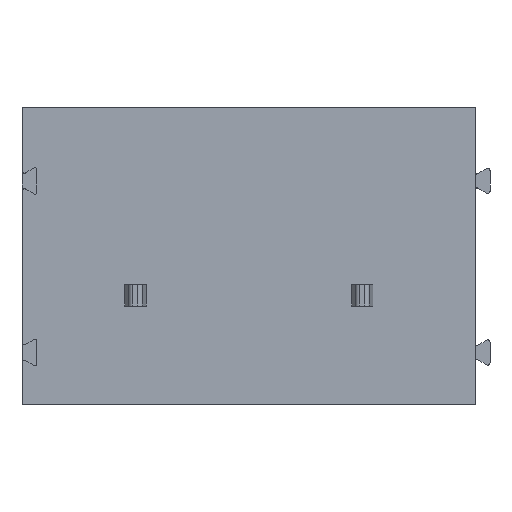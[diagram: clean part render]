
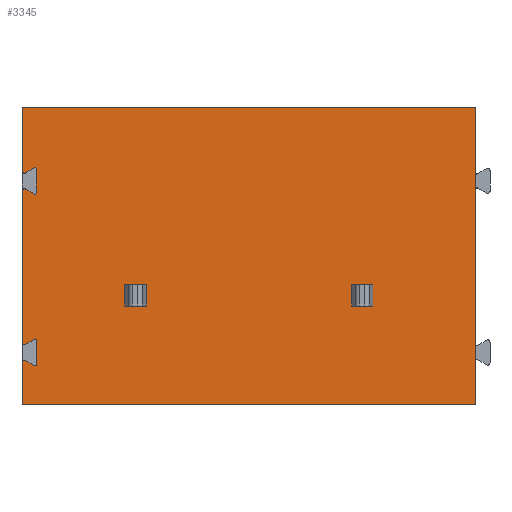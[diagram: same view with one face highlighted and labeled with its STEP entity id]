
A CAD part, front view. The second image highlights one B-rep face of the part: STEP entity #3345.
In plain terms, the highlighted planar face has unit normal (0, -1, 0).
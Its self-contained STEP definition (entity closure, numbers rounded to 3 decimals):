
#88=DIRECTION('',(0.,0.,-1.));
#89=VECTOR('',#88,1.773);
#90=CARTESIAN_POINT('',(-9.52,-6.85,-10.727));
#91=LINE('',#90,#89);
#151=DIRECTION('',(0.,0.,-1.));
#152=VECTOR('',#151,2.673);
#153=CARTESIAN_POINT('',(-9.52,-6.85,0.));
#154=LINE('',#153,#152);
#179=DIRECTION('',(0.,0.,-1.));
#180=VECTOR('',#179,6.346);
#181=CARTESIAN_POINT('',(-9.52,-6.85,-3.527));
#182=LINE('',#181,#180);
#306=CARTESIAN_POINT('',(-9.42,-6.85,-3.527));
#307=DIRECTION('',(0.,-1.,0.));
#308=DIRECTION('',(0.5,0.,0.866));
#309=AXIS2_PLACEMENT_3D('',#306,#307,#308);
#314=DIRECTION('',(0.866,0.,-0.5));
#315=VECTOR('',#314,0.433);
#316=CARTESIAN_POINT('',(-9.37,-6.85,-3.44));
#317=LINE('',#316,#315);
#321=CARTESIAN_POINT('',(-8.97,-6.85,-3.614));
#322=DIRECTION('',(0.,-1.,0.));
#323=DIRECTION('',(-0.5,0.,-0.866));
#324=AXIS2_PLACEMENT_3D('',#321,#322,#323);
#329=DIRECTION('',(0.,0.,1.));
#330=VECTOR('',#329,1.027);
#331=CARTESIAN_POINT('',(-8.92,-6.85,-3.614));
#332=LINE('',#331,#330);
#336=CARTESIAN_POINT('',(-8.97,-6.85,-2.586));
#337=DIRECTION('',(0.,-1.,0.));
#338=DIRECTION('',(1.,0.,0.));
#339=AXIS2_PLACEMENT_3D('',#336,#337,#338);
#344=DIRECTION('',(-0.866,0.,-0.5));
#345=VECTOR('',#344,0.433);
#346=CARTESIAN_POINT('',(-8.995,-6.85,-2.543));
#347=LINE('',#346,#345);
#351=CARTESIAN_POINT('',(-9.42,-6.85,-2.673));
#352=DIRECTION('',(0.,-1.,0.));
#353=DIRECTION('',(-1.,0.,0.));
#354=AXIS2_PLACEMENT_3D('',#351,#352,#353);
#359=DIRECTION('',(1.,0.,0.));
#360=VECTOR('',#359,19.04);
#361=CARTESIAN_POINT('',(-9.52,-6.85,0.));
#362=LINE('',#361,#360);
#366=CARTESIAN_POINT('',(-9.42,-6.85,-10.727));
#367=DIRECTION('',(0.,-1.,0.));
#368=DIRECTION('',(0.5,0.,0.866));
#369=AXIS2_PLACEMENT_3D('',#366,#367,#368);
#374=DIRECTION('',(0.866,0.,-0.5));
#375=VECTOR('',#374,0.433);
#376=CARTESIAN_POINT('',(-9.37,-6.85,-10.64));
#377=LINE('',#376,#375);
#381=CARTESIAN_POINT('',(-8.97,-6.85,-10.814));
#382=DIRECTION('',(0.,-1.,0.));
#383=DIRECTION('',(-0.5,0.,-0.866));
#384=AXIS2_PLACEMENT_3D('',#381,#382,#383);
#389=DIRECTION('',(0.,0.,1.));
#390=VECTOR('',#389,1.027);
#391=CARTESIAN_POINT('',(-8.92,-6.85,-10.814));
#392=LINE('',#391,#390);
#396=CARTESIAN_POINT('',(-8.97,-6.85,-9.786));
#397=DIRECTION('',(0.,-1.,0.));
#398=DIRECTION('',(1.,0.,0.));
#399=AXIS2_PLACEMENT_3D('',#396,#397,#398);
#404=DIRECTION('',(-0.866,0.,-0.5));
#405=VECTOR('',#404,0.433);
#406=CARTESIAN_POINT('',(-8.995,-6.85,-9.743));
#407=LINE('',#406,#405);
#411=CARTESIAN_POINT('',(-9.42,-6.85,-9.873));
#412=DIRECTION('',(0.,-1.,0.));
#413=DIRECTION('',(-1.,0.,0.));
#414=AXIS2_PLACEMENT_3D('',#411,#412,#413);
#419=DIRECTION('',(0.,0.,-1.));
#420=VECTOR('',#419,0.9);
#421=CARTESIAN_POINT('',(-5.21,-6.85,-7.45));
#422=LINE('',#421,#420);
#426=DIRECTION('',(1.,0.,0.));
#427=VECTOR('',#426,0.9);
#428=CARTESIAN_POINT('',(-5.21,-6.85,-8.35));
#429=LINE('',#428,#427);
#433=DIRECTION('',(0.,0.,-1.));
#434=VECTOR('',#433,0.9);
#435=CARTESIAN_POINT('',(-4.31,-6.85,-7.45));
#436=LINE('',#435,#434);
#440=DIRECTION('',(1.,0.,0.));
#441=VECTOR('',#440,0.9);
#442=CARTESIAN_POINT('',(-5.21,-6.85,-7.45));
#443=LINE('',#442,#441);
#447=DIRECTION('',(0.,0.,-1.));
#448=VECTOR('',#447,0.9);
#449=CARTESIAN_POINT('',(4.31,-6.85,-7.45));
#450=LINE('',#449,#448);
#454=DIRECTION('',(1.,0.,0.));
#455=VECTOR('',#454,0.9);
#456=CARTESIAN_POINT('',(4.31,-6.85,-8.35));
#457=LINE('',#456,#455);
#461=DIRECTION('',(0.,0.,-1.));
#462=VECTOR('',#461,0.9);
#463=CARTESIAN_POINT('',(5.21,-6.85,-7.45));
#464=LINE('',#463,#462);
#468=DIRECTION('',(1.,0.,0.));
#469=VECTOR('',#468,0.9);
#470=CARTESIAN_POINT('',(4.31,-6.85,-7.45));
#471=LINE('',#470,#469);
#923=DIRECTION('',(1.,0.,0.));
#924=VECTOR('',#923,19.04);
#925=CARTESIAN_POINT('',(-9.52,-6.85,-12.5));
#926=LINE('',#925,#924);
#1213=DIRECTION('',(0.,0.,-1.));
#1214=VECTOR('',#1213,12.5);
#1215=CARTESIAN_POINT('',(9.52,-6.85,0.));
#1216=LINE('',#1215,#1214);
#2729=CARTESIAN_POINT('',(-9.52,-6.85,0.));
#2730=VERTEX_POINT('',#2729);
#2731=CARTESIAN_POINT('',(-9.52,-6.85,-12.5));
#2733=VERTEX_POINT('',#2731);
#2747=CARTESIAN_POINT('',(9.52,-6.85,0.));
#2748=VERTEX_POINT('',#2747);
#2749=CARTESIAN_POINT('',(9.52,-6.85,-12.5));
#2750=VERTEX_POINT('',#2749);
#2789=CARTESIAN_POINT('',(-9.52,-6.85,-3.527));
#2790=VERTEX_POINT('',#2789);
#2791=CARTESIAN_POINT('',(-9.52,-6.85,-2.673));
#2792=VERTEX_POINT('',#2791);
#2793=CARTESIAN_POINT('',(-9.52,-6.85,-9.873));
#2794=VERTEX_POINT('',#2793);
#2795=CARTESIAN_POINT('',(-9.52,-6.85,-10.727));
#2796=VERTEX_POINT('',#2795);
#2797=CARTESIAN_POINT('',(-9.37,-6.85,-3.44));
#2798=VERTEX_POINT('',#2797);
#2799=CARTESIAN_POINT('',(-8.995,-6.85,-3.657));
#2800=VERTEX_POINT('',#2799);
#2801=CARTESIAN_POINT('',(-8.92,-6.85,-3.614));
#2802=VERTEX_POINT('',#2801);
#2803=CARTESIAN_POINT('',(-8.92,-6.85,-2.586));
#2804=VERTEX_POINT('',#2803);
#2805=CARTESIAN_POINT('',(-8.995,-6.85,-2.543));
#2806=VERTEX_POINT('',#2805);
#2807=CARTESIAN_POINT('',(-9.37,-6.85,-2.76));
#2808=VERTEX_POINT('',#2807);
#2809=CARTESIAN_POINT('',(-9.37,-6.85,-10.64));
#2810=CARTESIAN_POINT('',(-8.995,-6.85,-10.857));
#2811=VERTEX_POINT('',#2809);
#2812=VERTEX_POINT('',#2810);
#2813=CARTESIAN_POINT('',(-8.92,-6.85,-10.814));
#2814=VERTEX_POINT('',#2813);
#2815=CARTESIAN_POINT('',(-8.92,-6.85,-9.786));
#2816=VERTEX_POINT('',#2815);
#2817=CARTESIAN_POINT('',(-8.995,-6.85,-9.743));
#2818=VERTEX_POINT('',#2817);
#2819=CARTESIAN_POINT('',(-9.37,-6.85,-9.96));
#2820=VERTEX_POINT('',#2819);
#2965=CARTESIAN_POINT('',(-5.21,-6.85,-7.45));
#2966=CARTESIAN_POINT('',(-5.21,-6.85,-8.35));
#2967=VERTEX_POINT('',#2965);
#2968=VERTEX_POINT('',#2966);
#2969=CARTESIAN_POINT('',(-4.31,-6.85,-7.45));
#2970=CARTESIAN_POINT('',(-4.31,-6.85,-8.35));
#2971=VERTEX_POINT('',#2969);
#2972=VERTEX_POINT('',#2970);
#3140=CARTESIAN_POINT('',(4.31,-6.85,-7.45));
#3141=CARTESIAN_POINT('',(4.31,-6.85,-8.35));
#3142=VERTEX_POINT('',#3140);
#3143=VERTEX_POINT('',#3141);
#3144=CARTESIAN_POINT('',(5.21,-6.85,-7.45));
#3145=CARTESIAN_POINT('',(5.21,-6.85,-8.35));
#3146=VERTEX_POINT('',#3144);
#3147=VERTEX_POINT('',#3145);
#3282=CARTESIAN_POINT('',(-9.52,-6.85,0.));
#3283=DIRECTION('',(0.,-1.,0.));
#3284=DIRECTION('',(0.,0.,-1.));
#3285=AXIS2_PLACEMENT_3D('',#3282,#3283,#3284);
#3286=PLANE('',#3285);
#3288=ORIENTED_EDGE('',*,*,#3287,.F.);
#3290=ORIENTED_EDGE('',*,*,#3289,.T.);
#3292=ORIENTED_EDGE('',*,*,#3291,.T.);
#3294=ORIENTED_EDGE('',*,*,#3293,.T.);
#3296=ORIENTED_EDGE('',*,*,#3295,.T.);
#3298=ORIENTED_EDGE('',*,*,#3297,.T.);
#3300=ORIENTED_EDGE('',*,*,#3299,.F.);
#3301=ORIENTED_EDGE('',*,*,#3207,.F.);
#3303=ORIENTED_EDGE('',*,*,#3302,.T.);
#3305=ORIENTED_EDGE('',*,*,#3304,.T.);
#3307=ORIENTED_EDGE('',*,*,#3306,.F.);
#3308=ORIENTED_EDGE('',*,*,#3189,.F.);
#3310=ORIENTED_EDGE('',*,*,#3309,.F.);
#3312=ORIENTED_EDGE('',*,*,#3311,.T.);
#3314=ORIENTED_EDGE('',*,*,#3313,.T.);
#3316=ORIENTED_EDGE('',*,*,#3315,.T.);
#3318=ORIENTED_EDGE('',*,*,#3317,.T.);
#3320=ORIENTED_EDGE('',*,*,#3319,.T.);
#3321=ORIENTED_EDGE('',*,*,#3274,.F.);
#3322=ORIENTED_EDGE('',*,*,#3215,.F.);
#3323=EDGE_LOOP('',(#3288,#3290,#3292,#3294,#3296,#3298,#3300,#3301,#3303,#3305,
#3307,#3308,#3310,#3312,#3314,#3316,#3318,#3320,#3321,#3322));
#3324=FACE_OUTER_BOUND('',#3323,.F.);
#3326=ORIENTED_EDGE('',*,*,#3325,.T.);
#3328=ORIENTED_EDGE('',*,*,#3327,.T.);
#3330=ORIENTED_EDGE('',*,*,#3329,.F.);
#3332=ORIENTED_EDGE('',*,*,#3331,.F.);
#3333=EDGE_LOOP('',(#3326,#3328,#3330,#3332));
#3334=FACE_BOUND('',#3333,.F.);
#3336=ORIENTED_EDGE('',*,*,#3335,.T.);
#3338=ORIENTED_EDGE('',*,*,#3337,.T.);
#3340=ORIENTED_EDGE('',*,*,#3339,.F.);
#3342=ORIENTED_EDGE('',*,*,#3341,.F.);
#3343=EDGE_LOOP('',(#3336,#3338,#3340,#3342));
#3344=FACE_BOUND('',#3343,.F.);
#3345=ADVANCED_FACE('',(#3324,#3334,#3344),#3286,.T.);
#310=CIRCLE('',#309,0.1);
#325=CIRCLE('',#324,0.05);
#340=CIRCLE('',#339,0.05);
#355=CIRCLE('',#354,0.1);
#370=CIRCLE('',#369,0.1);
#385=CIRCLE('',#384,0.05);
#400=CIRCLE('',#399,0.05);
#415=CIRCLE('',#414,0.1);
#3189=EDGE_CURVE('',#2796,#2733,#91,.T.);
#3207=EDGE_CURVE('',#2730,#2792,#154,.T.);
#3215=EDGE_CURVE('',#2790,#2794,#182,.T.);
#3274=EDGE_CURVE('',#2794,#2820,#415,.T.);
#3287=EDGE_CURVE('',#2798,#2790,#310,.T.);
#3289=EDGE_CURVE('',#2798,#2800,#317,.T.);
#3291=EDGE_CURVE('',#2800,#2802,#325,.T.);
#3293=EDGE_CURVE('',#2802,#2804,#332,.T.);
#3295=EDGE_CURVE('',#2804,#2806,#340,.T.);
#3297=EDGE_CURVE('',#2806,#2808,#347,.T.);
#3299=EDGE_CURVE('',#2792,#2808,#355,.T.);
#3302=EDGE_CURVE('',#2730,#2748,#362,.T.);
#3304=EDGE_CURVE('',#2748,#2750,#1216,.T.);
#3306=EDGE_CURVE('',#2733,#2750,#926,.T.);
#3309=EDGE_CURVE('',#2811,#2796,#370,.T.);
#3311=EDGE_CURVE('',#2811,#2812,#377,.T.);
#3313=EDGE_CURVE('',#2812,#2814,#385,.T.);
#3315=EDGE_CURVE('',#2814,#2816,#392,.T.);
#3317=EDGE_CURVE('',#2816,#2818,#400,.T.);
#3319=EDGE_CURVE('',#2818,#2820,#407,.T.);
#3325=EDGE_CURVE('',#2967,#2968,#422,.T.);
#3327=EDGE_CURVE('',#2968,#2972,#429,.T.);
#3329=EDGE_CURVE('',#2971,#2972,#436,.T.);
#3331=EDGE_CURVE('',#2967,#2971,#443,.T.);
#3335=EDGE_CURVE('',#3142,#3143,#450,.T.);
#3337=EDGE_CURVE('',#3143,#3147,#457,.T.);
#3339=EDGE_CURVE('',#3146,#3147,#464,.T.);
#3341=EDGE_CURVE('',#3142,#3146,#471,.T.);
